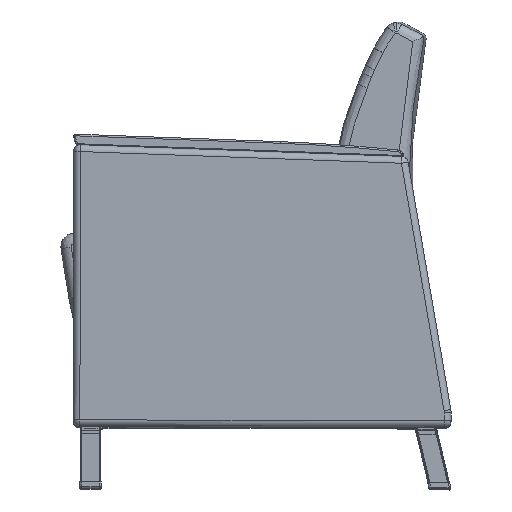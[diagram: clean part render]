
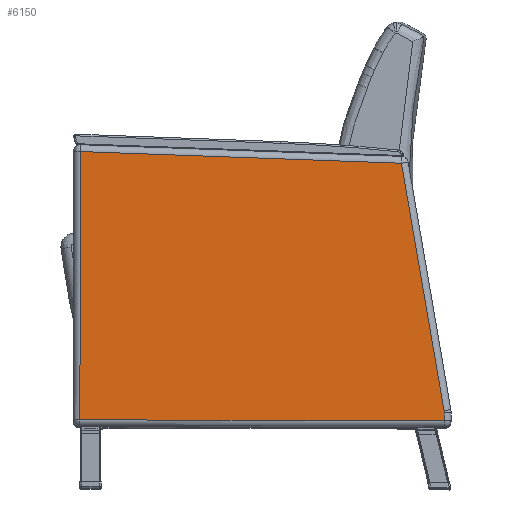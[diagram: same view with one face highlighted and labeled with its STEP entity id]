
A CAD part, top view. The second image highlights one B-rep face of the part: STEP entity #6150.
In plain terms, the highlighted face is planar.
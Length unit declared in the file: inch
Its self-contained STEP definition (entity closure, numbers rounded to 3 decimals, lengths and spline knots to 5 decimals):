
#313=PLANE('',#6946);
#732=LINE('',#13601,#1124);
#735=LINE('',#13608,#1127);
#741=LINE('',#13658,#1133);
#742=LINE('',#13691,#1134);
#747=LINE('',#13710,#1139);
#1124=VECTOR('',#8333,0.3937);
#1127=VECTOR('',#8340,0.3937);
#1133=VECTOR('',#8362,0.3937);
#1134=VECTOR('',#8371,0.3937);
#1139=VECTOR('',#8396,0.3937);
#1625=FACE_OUTER_BOUND('',#2020,.T.);
#2020=EDGE_LOOP('',(#5492,#5493,#5494,#5495,#5496,#5497));
#2265=CIRCLE('',#6924,2.76057);
#2968=VERTEX_POINT('',#13559);
#2974=VERTEX_POINT('',#13576);
#2981=VERTEX_POINT('',#13604);
#2991=VERTEX_POINT('',#13655);
#2992=VERTEX_POINT('',#13657);
#2994=VERTEX_POINT('',#13676);
#3803=EDGE_CURVE('',#2968,#2974,#732,.T.);
#3807=EDGE_CURVE('',#2974,#2981,#735,.T.);
#3819=EDGE_CURVE('',#2991,#2992,#741,.T.);
#3822=EDGE_CURVE('',#2992,#2994,#2265,.T.);
#3824=EDGE_CURVE('',#2994,#2968,#742,.T.);
#3835=EDGE_CURVE('',#2981,#2991,#747,.T.);
#5492=ORIENTED_EDGE('',*,*,#3819,.F.);
#5493=ORIENTED_EDGE('',*,*,#3835,.F.);
#5494=ORIENTED_EDGE('',*,*,#3807,.F.);
#5495=ORIENTED_EDGE('',*,*,#3803,.F.);
#5496=ORIENTED_EDGE('',*,*,#3824,.F.);
#5497=ORIENTED_EDGE('',*,*,#3822,.F.);
#6150=ADVANCED_FACE('',(#1625),#313,.F.);
#6924=AXIS2_PLACEMENT_3D('',#13677,#8367,#8368);
#6946=AXIS2_PLACEMENT_3D('',#13725,#8421,#8422);
#8333=DIRECTION('',(1.,0.,0.));
#8340=DIRECTION('',(0.,1.,0.));
#8362=DIRECTION('',(-0.171,-0.985,0.));
#8367=DIRECTION('center_axis',(0.,0.,1.));
#8368=DIRECTION('ref_axis',(-0.998,0.067,0.));
#8371=DIRECTION('',(0.,-1.,0.));
#8396=DIRECTION('',(-0.999,-0.034,0.));
#8421=DIRECTION('center_axis',(0.,0.,1.));
#8422=DIRECTION('ref_axis',(1.,0.,0.));
#13559=CARTESIAN_POINT('',(-12.80724,-9.46034,-1.5));
#13576=CARTESIAN_POINT('',(13.64695,-9.46034,-1.5));
#13601=CARTESIAN_POINT('',(-6.44369,-9.46034,-1.5));
#13604=CARTESIAN_POINT('',(13.64695,10.02647,-1.5));
#13608=CARTESIAN_POINT('',(13.64695,-4.83864,-1.5));
#13655=CARTESIAN_POINT('',(-9.67074,9.22367,-1.5));
#13657=CARTESIAN_POINT('',(-12.79597,-8.73029,-1.5));
#13658=CARTESIAN_POINT('',(-10.27762,5.73723,-1.5));
#13676=CARTESIAN_POINT('',(-12.80724,-8.90205,-1.5));
#13677=CARTESIAN_POINT('Origin',(-10.04831,-8.99696,-1.5));
#13691=CARTESIAN_POINT('',(-12.80724,-4.30537,-1.5));
#13710=CARTESIAN_POINT('',(6.8737,9.79327,-1.5));
#13725=CARTESIAN_POINT('Origin',(0.41985,0.28306,-1.5));
